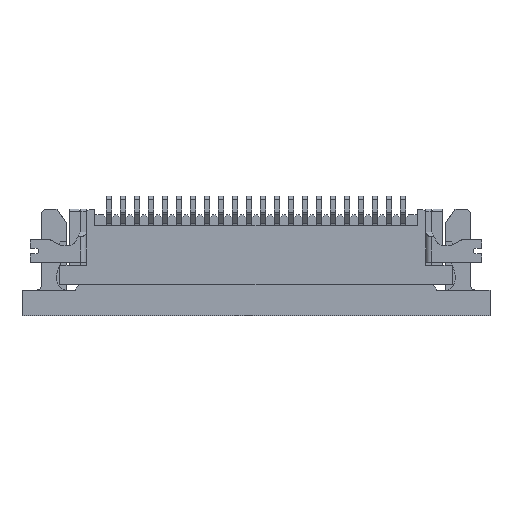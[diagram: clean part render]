
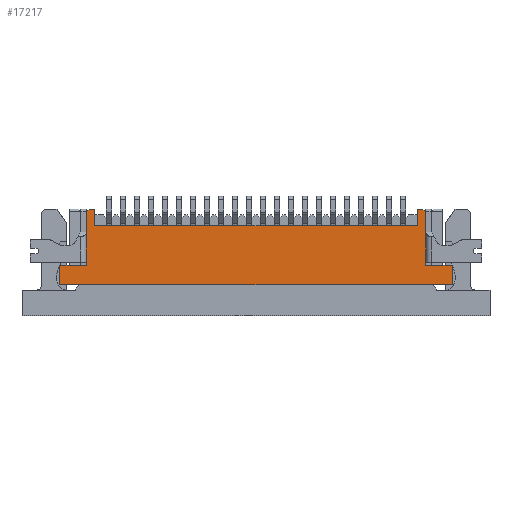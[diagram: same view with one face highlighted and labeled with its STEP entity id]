
A CAD part, top view. The second image highlights one B-rep face of the part: STEP entity #17217.
In plain terms, the highlighted planar face has unit normal (0, 0, 1).
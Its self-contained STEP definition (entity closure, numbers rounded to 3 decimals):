
#902=ORIENTED_EDGE('',*,*,#6126,.T.);
#903=ORIENTED_EDGE('',*,*,#6127,.T.);
#904=ORIENTED_EDGE('',*,*,#6128,.T.);
#905=ORIENTED_EDGE('',*,*,#6129,.T.);
#906=ORIENTED_EDGE('',*,*,#6130,.T.);
#907=ORIENTED_EDGE('',*,*,#6131,.F.);
#908=ORIENTED_EDGE('',*,*,#6132,.F.);
#909=ORIENTED_EDGE('',*,*,#6133,.T.);
#910=ORIENTED_EDGE('',*,*,#6134,.T.);
#911=ORIENTED_EDGE('',*,*,#6135,.T.);
#912=ORIENTED_EDGE('',*,*,#6136,.F.);
#913=ORIENTED_EDGE('',*,*,#6137,.F.);
#914=ORIENTED_EDGE('',*,*,#6138,.T.);
#915=ORIENTED_EDGE('',*,*,#6139,.T.);
#6126=EDGE_CURVE('',#8727,#8728,#10413,.T.);
#6127=EDGE_CURVE('',#8728,#8729,#10414,.T.);
#6128=EDGE_CURVE('',#8729,#8730,#10415,.T.);
#6129=EDGE_CURVE('',#8730,#8731,#10416,.T.);
#6130=EDGE_CURVE('',#8731,#8732,#10417,.T.);
#6131=EDGE_CURVE('',#8733,#8732,#10418,.T.);
#6132=EDGE_CURVE('',#8734,#8733,#10419,.T.);
#6133=EDGE_CURVE('',#8734,#8735,#10420,.T.);
#6134=EDGE_CURVE('',#8735,#8736,#10421,.T.);
#6135=EDGE_CURVE('',#8736,#8737,#10422,.T.);
#6136=EDGE_CURVE('',#8738,#8737,#10423,.T.);
#6137=EDGE_CURVE('',#8739,#8738,#10424,.T.);
#6138=EDGE_CURVE('',#8739,#8740,#10425,.T.);
#6139=EDGE_CURVE('',#8740,#8727,#10426,.T.);
#8727=VERTEX_POINT('',#24474);
#8728=VERTEX_POINT('',#24475);
#8729=VERTEX_POINT('',#24477);
#8730=VERTEX_POINT('',#24479);
#8731=VERTEX_POINT('',#24481);
#8732=VERTEX_POINT('',#24483);
#8733=VERTEX_POINT('',#24485);
#8734=VERTEX_POINT('',#24487);
#8735=VERTEX_POINT('',#24489);
#8736=VERTEX_POINT('',#24491);
#8737=VERTEX_POINT('',#24493);
#8738=VERTEX_POINT('',#24495);
#8739=VERTEX_POINT('',#24497);
#8740=VERTEX_POINT('',#24499);
#10413=LINE('',#24473,#12710);
#10414=LINE('',#24476,#12711);
#10415=LINE('',#24478,#12712);
#10416=LINE('',#24480,#12713);
#10417=LINE('',#24482,#12714);
#10418=LINE('',#24484,#12715);
#10419=LINE('',#24486,#12716);
#10420=LINE('',#24488,#12717);
#10421=LINE('',#24490,#12718);
#10422=LINE('',#24492,#12719);
#10423=LINE('',#24494,#12720);
#10424=LINE('',#24496,#12721);
#10425=LINE('',#24498,#12722);
#10426=LINE('',#24500,#12723);
#12710=VECTOR('',#19678,1000.);
#12711=VECTOR('',#19679,1000.);
#12712=VECTOR('',#19680,1000.);
#12713=VECTOR('',#19681,1000.);
#12714=VECTOR('',#19682,1000.);
#12715=VECTOR('',#19683,1000.);
#12716=VECTOR('',#19684,1000.);
#12717=VECTOR('',#19685,1000.);
#12718=VECTOR('',#19686,1000.);
#12719=VECTOR('',#19687,1000.);
#12720=VECTOR('',#19688,1000.);
#12721=VECTOR('',#19689,1000.);
#12722=VECTOR('',#19690,1000.);
#12723=VECTOR('',#19691,1000.);
#14857=EDGE_LOOP('',(#902,#903,#904,#905,#906,#907,#908,#909,#910,#911,
#912,#913,#914,#915));
#15698=FACE_BOUND('',#14857,.T.);
#16517=PLANE('',#18161);
#17217=ADVANCED_FACE('',(#15698),#16517,.T.);
#18161=AXIS2_PLACEMENT_3D('',#24472,#19676,#19677);
#19676=DIRECTION('',(0.,0.,1.));
#19677=DIRECTION('',(1.,0.,0.));
#19678=DIRECTION('',(0.,-1.,0.));
#19679=DIRECTION('',(-1.,0.,0.));
#19680=DIRECTION('',(0.,1.,0.));
#19681=DIRECTION('',(-1.,0.,0.));
#19682=DIRECTION('',(-0.707,-0.707,0.));
#19683=DIRECTION('',(0.,1.,0.));
#19684=DIRECTION('',(1.,0.,0.));
#19685=DIRECTION('',(0.,-1.,0.));
#19686=DIRECTION('',(1.,0.,0.));
#19687=DIRECTION('',(0.,1.,0.));
#19688=DIRECTION('',(1.,0.,0.));
#19689=DIRECTION('',(0.,-1.,0.));
#19690=DIRECTION('',(-0.707,0.707,0.));
#19691=DIRECTION('',(-1.,0.,0.));
#24472=CARTESIAN_POINT('',(0.,0.,0.6));
#24473=CARTESIAN_POINT('',(5.75,1.35,0.6));
#24474=CARTESIAN_POINT('',(5.75,1.35,0.6));
#24475=CARTESIAN_POINT('',(5.75,0.75,0.6));
#24476=CARTESIAN_POINT('',(-5.15,0.75,0.6));
#24477=CARTESIAN_POINT('',(-5.75,0.75,0.6));
#24478=CARTESIAN_POINT('',(-5.75,1.15,0.6));
#24479=CARTESIAN_POINT('',(-5.75,1.35,0.6));
#24480=CARTESIAN_POINT('',(7.,1.35,0.6));
#24481=CARTESIAN_POINT('',(-5.95,1.35,0.6));
#24482=CARTESIAN_POINT('',(-3.65,3.65,0.6));
#24483=CARTESIAN_POINT('',(-6.05,1.25,0.6));
#24484=CARTESIAN_POINT('',(-6.05,-0.65,0.6));
#24485=CARTESIAN_POINT('',(-6.05,-0.65,0.6));
#24486=CARTESIAN_POINT('',(-7.,-0.65,0.6));
#24487=CARTESIAN_POINT('',(-7.,-0.65,0.6));
#24488=CARTESIAN_POINT('',(-7.,1.35,0.6));
#24489=CARTESIAN_POINT('',(-7.,-1.35,0.6));
#24490=CARTESIAN_POINT('',(-7.,-1.35,0.6));
#24491=CARTESIAN_POINT('',(7.,-1.35,0.6));
#24492=CARTESIAN_POINT('',(7.,-1.35,0.6));
#24493=CARTESIAN_POINT('',(7.,-0.65,0.6));
#24494=CARTESIAN_POINT('',(6.65,-0.65,0.6));
#24495=CARTESIAN_POINT('',(6.05,-0.65,0.6));
#24496=CARTESIAN_POINT('',(6.05,1.35,0.6));
#24497=CARTESIAN_POINT('',(6.05,1.25,0.6));
#24498=CARTESIAN_POINT('',(3.65,3.65,0.6));
#24499=CARTESIAN_POINT('',(5.95,1.35,0.6));
#24500=CARTESIAN_POINT('',(7.,1.35,0.6));
